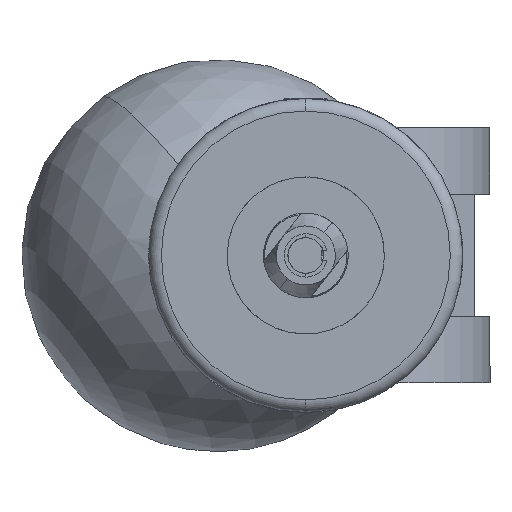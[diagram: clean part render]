
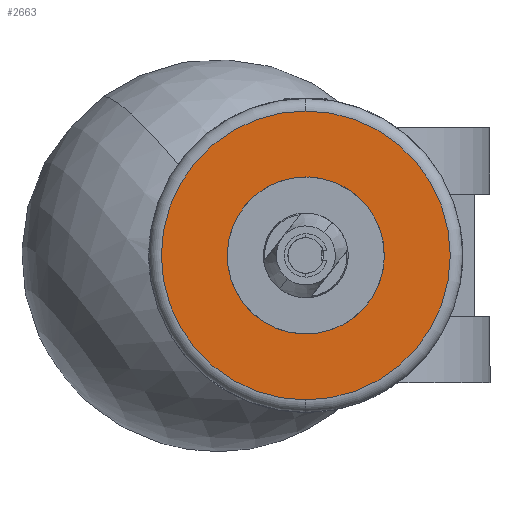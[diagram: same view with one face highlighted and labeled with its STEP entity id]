
A CAD part, left-side view. The second image highlights one B-rep face of the part: STEP entity #2663.
In plain terms, the highlighted planar face has unit normal (-1, 0, 0).
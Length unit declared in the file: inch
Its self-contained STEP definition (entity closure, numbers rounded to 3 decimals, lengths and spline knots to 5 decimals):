
#251 = EDGE_CURVE ( 'NONE', #14101, #10827, #10903, .T. ) ;
#750 = EDGE_CURVE ( 'NONE', #12898, #9834, #7890, .T. ) ;
#1127 = EDGE_LOOP ( 'NONE', ( #4152, #5478 ) ) ;
#1347 = CARTESIAN_POINT ( 'NONE',  ( -0.1465, 0., -0.0805 ) ) ;
#1767 = DIRECTION ( 'NONE',  ( 0., 0., -1. ) ) ;
#2191 = PLANE ( 'NONE',  #7684 ) ;
#2447 = DIRECTION ( 'NONE',  ( 0., 0., -1. ) ) ;
#2663 = ADVANCED_FACE ( 'NONE', ( #5497, #3401 ), #2191, .F. ) ;
#2881 = CIRCLE ( 'NONE', #10951, 0.46 ) ;
#3401 = FACE_OUTER_BOUND ( 'NONE', #1127, .T. ) ;
#3512 = AXIS2_PLACEMENT_3D ( 'NONE', #9380, #11636, #1767 ) ;
#4152 = ORIENTED_EDGE ( 'NONE', *, *, #8675, .T. ) ;
#4710 = DIRECTION ( 'NONE',  ( -1., 0., 0. ) ) ;
#4850 = CARTESIAN_POINT ( 'NONE',  ( -0.1465, 0., 0.46 ) ) ;
#5357 = DIRECTION ( 'NONE',  ( 1., 0., 0. ) ) ;
#5478 = ORIENTED_EDGE ( 'NONE', *, *, #251, .T. ) ;
#5497 = FACE_BOUND ( 'NONE', #13540, .T. ) ;
#6220 = CARTESIAN_POINT ( 'NONE',  ( -0.1465, 0., -0.46 ) ) ;
#6451 = EDGE_CURVE ( 'NONE', #9834, #12898, #10684, .T. ) ;
#6503 = DIRECTION ( 'NONE',  ( 0., 0., -1. ) ) ;
#7422 = AXIS2_PLACEMENT_3D ( 'NONE', #9234, #4710, #8245 ) ;
#7684 = AXIS2_PLACEMENT_3D ( 'NONE', #10080, #5357, #6503 ) ;
#7890 = CIRCLE ( 'NONE', #7422, 0.0805 ) ;
#8245 = DIRECTION ( 'NONE',  ( 0., 0., 1. ) ) ;
#8366 = ORIENTED_EDGE ( 'NONE', *, *, #750, .F. ) ;
#8371 = DIRECTION ( 'NONE',  ( -1., 0., 0. ) ) ;
#8675 = EDGE_CURVE ( 'NONE', #10827, #14101, #2881, .T. ) ;
#9234 = CARTESIAN_POINT ( 'NONE',  ( -0.1465, 0., 0. ) ) ;
#9380 = CARTESIAN_POINT ( 'NONE',  ( -0.1465, 0., 0. ) ) ;
#9834 = VERTEX_POINT ( 'NONE', #1347 ) ;
#10080 = CARTESIAN_POINT ( 'NONE',  ( -0.1465, 0.5, 0. ) ) ;
#10439 = ORIENTED_EDGE ( 'NONE', *, *, #6451, .F. ) ;
#10561 = DIRECTION ( 'NONE',  ( 0., 0., 1. ) ) ;
#10684 = CIRCLE ( 'NONE', #13203, 0.0805 ) ;
#10827 = VERTEX_POINT ( 'NONE', #6220 ) ;
#10903 = CIRCLE ( 'NONE', #3512, 0.46 ) ;
#10951 = AXIS2_PLACEMENT_3D ( 'NONE', #13407, #13492, #2447 ) ;
#11041 = CARTESIAN_POINT ( 'NONE',  ( -0.1465, 0., 0.0805 ) ) ;
#11636 = DIRECTION ( 'NONE',  ( -1., 0., 0. ) ) ;
#12898 = VERTEX_POINT ( 'NONE', #11041 ) ;
#13203 = AXIS2_PLACEMENT_3D ( 'NONE', #13731, #8371, #10561 ) ;
#13407 = CARTESIAN_POINT ( 'NONE',  ( -0.1465, 0., 0. ) ) ;
#13492 = DIRECTION ( 'NONE',  ( -1., 0., 0. ) ) ;
#13540 = EDGE_LOOP ( 'NONE', ( #8366, #10439 ) ) ;
#13731 = CARTESIAN_POINT ( 'NONE',  ( -0.1465, 0., 0. ) ) ;
#14101 = VERTEX_POINT ( 'NONE', #4850 ) ;
